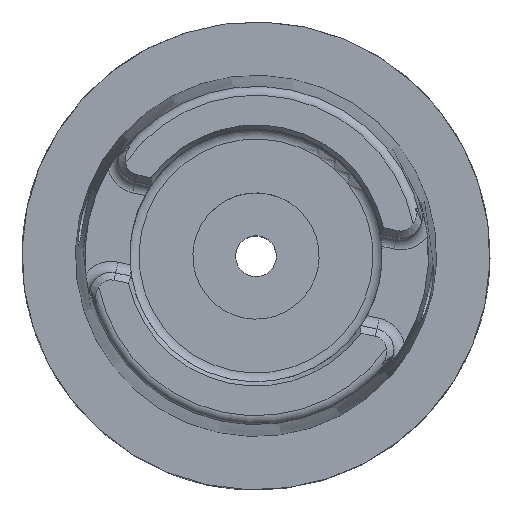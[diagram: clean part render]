
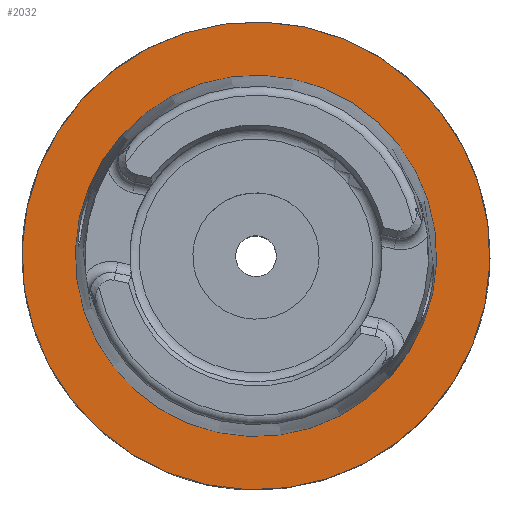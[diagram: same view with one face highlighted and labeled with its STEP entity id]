
A CAD part, top view. The second image highlights one B-rep face of the part: STEP entity #2032.
In plain terms, the highlighted planar face has unit normal (0, 0, 1).
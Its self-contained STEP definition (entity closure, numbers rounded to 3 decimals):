
#278=PLANE('',#2285);
#854=ORIENTED_EDGE('',*,*,#1037,.T.);
#855=ORIENTED_EDGE('',*,*,#1178,.T.);
#1037=EDGE_CURVE('',#1265,#1265,#1430,.T.);
#1178=EDGE_CURVE('',#1382,#1382,#1493,.T.);
#1265=VERTEX_POINT('',#3523);
#1382=VERTEX_POINT('',#4923);
#1430=CIRCLE('',#2149,24.321);
#1493=CIRCLE('',#2286,31.5);
#1681=EDGE_LOOP('',(#854));
#1682=EDGE_LOOP('',(#855));
#1878=FACE_BOUND('',#1681,.T.);
#1879=FACE_BOUND('',#1682,.T.);
#2032=ADVANCED_FACE('',(#1878,#1879),#278,.F.);
#2149=AXIS2_PLACEMENT_3D('',#3522,#2530,#2531);
#2285=AXIS2_PLACEMENT_3D('',#4921,#2861,#2862);
#2286=AXIS2_PLACEMENT_3D('',#4922,#2863,#2864);
#2530=DIRECTION('',(0.,0.,-1.));
#2531=DIRECTION('',(0.21,0.978,0.));
#2861=DIRECTION('',(0.,0.,-1.));
#2862=DIRECTION('',(-0.21,-0.978,0.));
#2863=DIRECTION('',(0.,0.,1.));
#2864=DIRECTION('',(-0.21,-0.978,0.));
#3522=CARTESIAN_POINT('',(0.,0.,0.));
#3523=CARTESIAN_POINT('',(5.111,23.777,0.));
#4921=CARTESIAN_POINT('',(-5.865,-27.287,0.));
#4922=CARTESIAN_POINT('',(0.,0.,0.));
#4923=CARTESIAN_POINT('',(-6.62,-30.797,0.));
